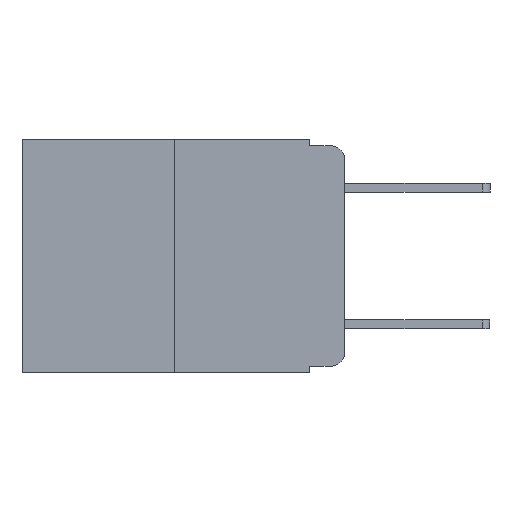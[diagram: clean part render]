
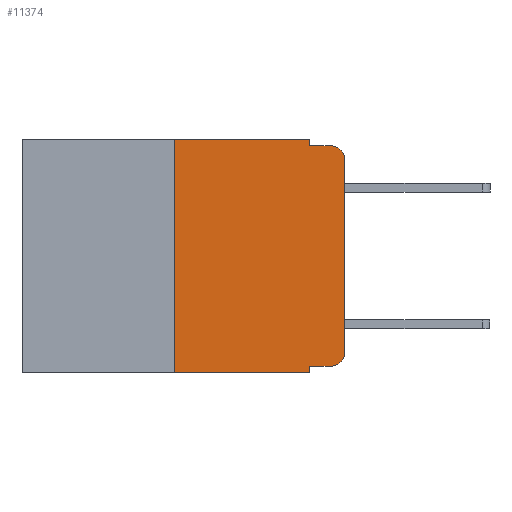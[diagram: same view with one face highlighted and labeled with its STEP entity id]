
A CAD part, left-side view. The second image highlights one B-rep face of the part: STEP entity #11374.
In plain terms, the highlighted planar face has unit normal (-1, 0, 0).
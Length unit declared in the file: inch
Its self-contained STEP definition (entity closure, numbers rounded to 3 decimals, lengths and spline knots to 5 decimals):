
#88 = LINE ( 'NONE', #7492, #15077 ) ;
#291 = VERTEX_POINT ( 'NONE', #12448 ) ;
#527 = VERTEX_POINT ( 'NONE', #4644 ) ;
#570 = ORIENTED_EDGE ( 'NONE', *, *, #2032, .F. ) ;
#946 = LINE ( 'NONE', #1317, #12216 ) ;
#1005 = CARTESIAN_POINT ( 'NONE',  ( 0., 0.473, -0.343 ) ) ;
#1304 = CARTESIAN_POINT ( 'NONE',  ( 0., 0.25, 0. ) ) ;
#1316 = DIRECTION ( 'NONE',  ( 0., 0., 1. ) ) ;
#1317 = CARTESIAN_POINT ( 'NONE',  ( 0., 0.051, -0.01 ) ) ;
#1383 = CARTESIAN_POINT ( 'NONE',  ( 0., 0., -0.03 ) ) ;
#1535 = LINE ( 'NONE', #1005, #2515 ) ;
#1601 = VERTEX_POINT ( 'NONE', #1383 ) ;
#1630 = EDGE_CURVE ( 'NONE', #527, #13243, #1535, .T. ) ;
#1707 = VERTEX_POINT ( 'NONE', #3377 ) ;
#1790 = EDGE_CURVE ( 'NONE', #527, #9437, #7328, .T. ) ;
#2032 = EDGE_CURVE ( 'NONE', #9437, #12109, #88, .T. ) ;
#2435 = CIRCLE ( 'NONE', #5084, 0.02 ) ;
#2467 = CARTESIAN_POINT ( 'NONE',  ( 0., 0.02, -0.01 ) ) ;
#2515 = VECTOR ( 'NONE', #8809, 39.37008 ) ;
#2606 = DIRECTION ( 'NONE',  ( 0., 0., -1. ) ) ;
#2773 = ORIENTED_EDGE ( 'NONE', *, *, #15237, .T. ) ;
#2832 = DIRECTION ( 'NONE',  ( -1., 0., 0. ) ) ;
#2847 = EDGE_CURVE ( 'NONE', #12109, #10664, #9572, .T. ) ;
#3021 = VERTEX_POINT ( 'NONE', #17005 ) ;
#3054 = LINE ( 'NONE', #6884, #7150 ) ;
#3101 = VECTOR ( 'NONE', #1316, 39.37008 ) ;
#3377 = CARTESIAN_POINT ( 'NONE',  ( 0., 0., -0.313 ) ) ;
#3610 = LINE ( 'NONE', #18303, #3101 ) ;
#3820 = CARTESIAN_POINT ( 'NONE',  ( 0., 0.051, 0. ) ) ;
#4542 = CARTESIAN_POINT ( 'NONE',  ( 0., 0.051, -0.333 ) ) ;
#4596 = ORIENTED_EDGE ( 'NONE', *, *, #1630, .T. ) ;
#4644 = CARTESIAN_POINT ( 'NONE',  ( 0., 0.25, -0.343 ) ) ;
#4705 = ORIENTED_EDGE ( 'NONE', *, *, #5979, .F. ) ;
#4731 = VERTEX_POINT ( 'NONE', #2467 ) ;
#4739 = EDGE_LOOP ( 'NONE', ( #2773, #15022, #4705, #5915, #570, #13901, #4596, #12707, #14967, #11793 ) ) ;
#5084 = AXIS2_PLACEMENT_3D ( 'NONE', #11561, #2832, #12955 ) ;
#5595 = CARTESIAN_POINT ( 'NONE',  ( 0., 0.02, -0.313 ) ) ;
#5915 = ORIENTED_EDGE ( 'NONE', *, *, #2847, .F. ) ;
#5979 = EDGE_CURVE ( 'NONE', #10664, #4731, #946, .T. ) ;
#6103 = DIRECTION ( 'NONE',  ( 0., -1., 0. ) ) ;
#6884 = CARTESIAN_POINT ( 'NONE',  ( 0., 0.051, 0. ) ) ;
#7120 = DIRECTION ( 'NONE',  ( 0., 0., -1. ) ) ;
#7150 = VECTOR ( 'NONE', #11088, 39.37008 ) ;
#7328 = LINE ( 'NONE', #11689, #14210 ) ;
#7492 = CARTESIAN_POINT ( 'NONE',  ( 0., 0.473, 0. ) ) ;
#7792 = PLANE ( 'NONE',  #7869 ) ;
#7869 = AXIS2_PLACEMENT_3D ( 'NONE', #14609, #17301, #9237 ) ;
#8569 = VECTOR ( 'NONE', #6103, 39.37008 ) ;
#8809 = DIRECTION ( 'NONE',  ( 0., -1., 0. ) ) ;
#8922 = EDGE_CURVE ( 'NONE', #1601, #4731, #2435, .T. ) ;
#9011 = LINE ( 'NONE', #4542, #8569 ) ;
#9237 = DIRECTION ( 'NONE',  ( 0., 0., -1. ) ) ;
#9437 = VERTEX_POINT ( 'NONE', #1304 ) ;
#9572 = LINE ( 'NONE', #11976, #10000 ) ;
#10000 = VECTOR ( 'NONE', #2606, 39.37008 ) ;
#10102 = AXIS2_PLACEMENT_3D ( 'NONE', #5595, #15303, #7120 ) ;
#10658 = CARTESIAN_POINT ( 'NONE',  ( 0., 0.051, -0.343 ) ) ;
#10664 = VERTEX_POINT ( 'NONE', #15904 ) ;
#11071 = EDGE_CURVE ( 'NONE', #291, #1707, #15946, .T. ) ;
#11088 = DIRECTION ( 'NONE',  ( 0., 0., -1. ) ) ;
#11374 = ADVANCED_FACE ( 'NONE', ( #14888 ), #7792, .F. ) ;
#11421 = DIRECTION ( 'NONE',  ( 0., -1., 0. ) ) ;
#11561 = CARTESIAN_POINT ( 'NONE',  ( 0., 0.02, -0.03 ) ) ;
#11689 = CARTESIAN_POINT ( 'NONE',  ( 0., 0.25, 0. ) ) ;
#11793 = ORIENTED_EDGE ( 'NONE', *, *, #11071, .T. ) ;
#11976 = CARTESIAN_POINT ( 'NONE',  ( 0., 0.051, 0. ) ) ;
#12109 = VERTEX_POINT ( 'NONE', #3820 ) ;
#12184 = DIRECTION ( 'NONE',  ( 0., 0., 1. ) ) ;
#12216 = VECTOR ( 'NONE', #11421, 39.37008 ) ;
#12448 = CARTESIAN_POINT ( 'NONE',  ( 0., 0.02, -0.333 ) ) ;
#12707 = ORIENTED_EDGE ( 'NONE', *, *, #16492, .F. ) ;
#12955 = DIRECTION ( 'NONE',  ( 0., 0., -1. ) ) ;
#13243 = VERTEX_POINT ( 'NONE', #10658 ) ;
#13901 = ORIENTED_EDGE ( 'NONE', *, *, #1790, .F. ) ;
#14210 = VECTOR ( 'NONE', #12184, 39.37008 ) ;
#14609 = CARTESIAN_POINT ( 'NONE',  ( 0., 0.473, 0. ) ) ;
#14685 = EDGE_CURVE ( 'NONE', #3021, #291, #9011, .T. ) ;
#14888 = FACE_OUTER_BOUND ( 'NONE', #4739, .T. ) ;
#14967 = ORIENTED_EDGE ( 'NONE', *, *, #14685, .T. ) ;
#15022 = ORIENTED_EDGE ( 'NONE', *, *, #8922, .T. ) ;
#15077 = VECTOR ( 'NONE', #15794, 39.37008 ) ;
#15237 = EDGE_CURVE ( 'NONE', #1707, #1601, #3610, .T. ) ;
#15303 = DIRECTION ( 'NONE',  ( -1., 0., 0. ) ) ;
#15794 = DIRECTION ( 'NONE',  ( 0., -1., 0. ) ) ;
#15904 = CARTESIAN_POINT ( 'NONE',  ( 0., 0.051, -0.01 ) ) ;
#15946 = CIRCLE ( 'NONE', #10102, 0.02 ) ;
#16492 = EDGE_CURVE ( 'NONE', #3021, #13243, #3054, .T. ) ;
#17005 = CARTESIAN_POINT ( 'NONE',  ( 0., 0.051, -0.333 ) ) ;
#17301 = DIRECTION ( 'NONE',  ( 1., 0., 0. ) ) ;
#18303 = CARTESIAN_POINT ( 'NONE',  ( 0., 0., 0. ) ) ;
